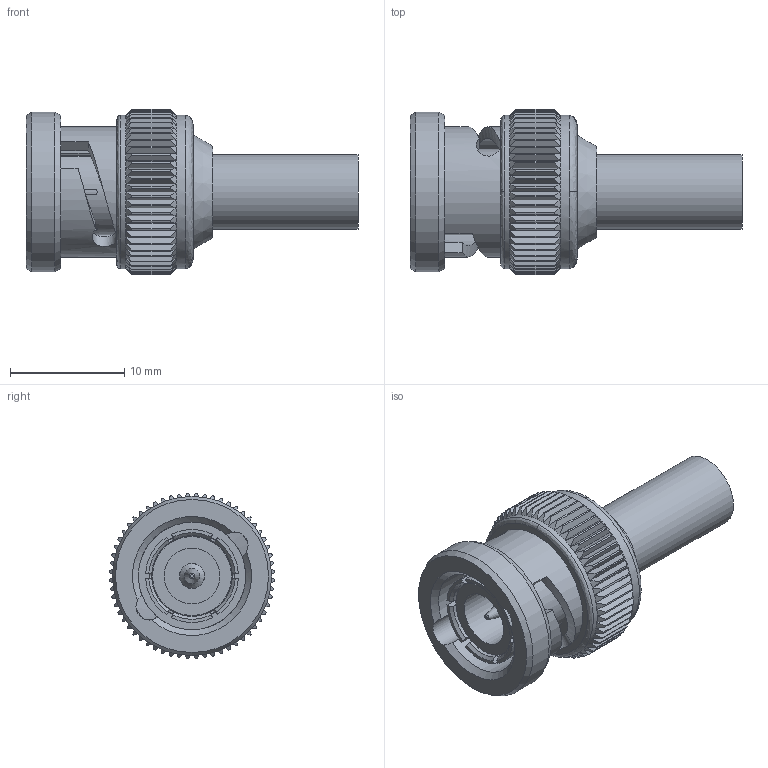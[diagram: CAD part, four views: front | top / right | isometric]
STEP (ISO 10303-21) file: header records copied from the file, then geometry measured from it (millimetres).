
FILE_DESCRIPTION (( 'STEP AP203' ), '1' );
FILE_NAME ('PE4044.step', '2020-01-13T16:12:26', ( '' ), ( '' ), 'SwSTEP 2.0', 'SolidWorks 2018', '' );
FILE_SCHEMA (( 'CONFIG_CONTROL_DESIGN' ));
Length unit declared in the file: inch
Products named in the file (1): PE4044
Bounding box: 29.02 x 14.46 x 14.46 mm (x, y, z)
Volume: 1666.1 mm3; surface area: 2819.4 mm2
Topology: 2 solids, 3 shells, 415 faces, 940 edges, 541 vertices
Faces by surface type: plane 162, cone 141, cylinder 99, bspline 12, torus 1
Full cylindrical faces by diameter (mm): 1.1 x2, 1.367 x1, 1.624 x1, 2.184 x2, 2.454 x1, 3.2 x1, 3.81 x1, 3.988 x1, 4.5 x1, 4.877 x1, 5.7 x1, 6.5 x1, 6.904 x1, 7.057 x1, 7.501 x1, 9.395 x1, 9.991 x1, 11.395 x1, 11.515 x1, 13.38 x2, 13.922 x1
Entity records: 13216 total; most frequent: CARTESIAN_POINT 4531, ORIENTED_EDGE 1802, DIRECTION 1720, EDGE_CURVE 901, AXIS2_PLACEMENT_3D 728, VERTEX_POINT 535, EDGE_LOOP 466, FACE_OUTER_BOUND 440
